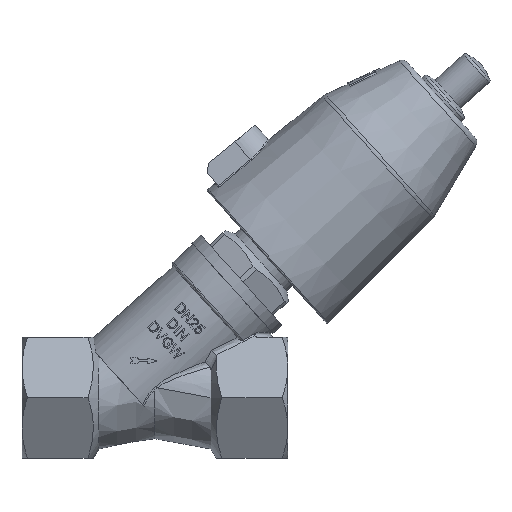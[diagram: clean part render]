
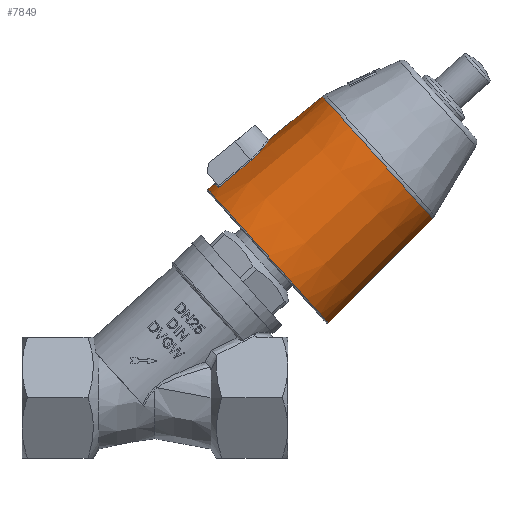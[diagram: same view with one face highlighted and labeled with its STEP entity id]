
A CAD part, top view. The second image highlights one B-rep face of the part: STEP entity #7849.
In plain terms, the highlighted conical face has half-angle 3 degrees and reference radius 29.163 mm.
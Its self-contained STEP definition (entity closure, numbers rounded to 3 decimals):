
#118=CONICAL_SURFACE('',#8654,29.163,0.052);
#307=CIRCLE('',#8650,30.472);
#308=CIRCLE('',#8651,30.472);
#309=CIRCLE('',#8652,30.472);
#311=CIRCLE('',#8655,30.318);
#312=CIRCLE('',#8656,27.86);
#313=CIRCLE('',#8657,27.86);
#314=CIRCLE('',#8658,27.86);
#315=CIRCLE('',#8659,30.318);
#750=B_SPLINE_CURVE_WITH_KNOTS('',3,(#17279,#17280,#17281,#17282),
 .UNSPECIFIED.,.F.,.F.,(4,4),(-1.856,-0.398),
 .UNSPECIFIED.);
#751=B_SPLINE_CURVE_WITH_KNOTS('',3,(#17284,#17285,#17286,#17287,#17288,
#17289,#17290),.UNSPECIFIED.,.F.,.F.,(4,1,1,1,4),(-1.517,-1.3,
-0.65,-0.433,0.),.UNSPECIFIED.);
#752=B_SPLINE_CURVE_WITH_KNOTS('',3,(#17299,#17300,#17301,#17302,#17303,
#17304,#17305),.UNSPECIFIED.,.F.,.F.,(4,1,1,1,4),(-3.034,-2.601,
-2.167,-1.734,-1.517),.UNSPECIFIED.);
#753=B_SPLINE_CURVE_WITH_KNOTS('',3,(#17307,#17308,#17309,#17310),
 .UNSPECIFIED.,.F.,.F.,(4,4),(-0.399,-0.391),
 .UNSPECIFIED.);
#1202=LINE('',#17275,#1626);
#1203=LINE('',#17292,#1627);
#1626=VECTOR('',#10362,29.163);
#1627=VECTOR('',#10365,29.163);
#2272=FACE_OUTER_BOUND('',#2734,.T.);
#2734=EDGE_LOOP('',(#6824,#6825,#6826,#6827,#6828,#6829,#6830,#6831,#6832,
#6833,#6834,#6835,#6836,#6837,#6838,#6839));
#3629=VERTEX_POINT('',#17265);
#3630=VERTEX_POINT('',#17267);
#3631=VERTEX_POINT('',#17269);
#3632=VERTEX_POINT('',#17274);
#3633=VERTEX_POINT('',#17276);
#3634=VERTEX_POINT('',#17278);
#3635=VERTEX_POINT('',#17283);
#3636=VERTEX_POINT('',#17291);
#3637=VERTEX_POINT('',#17293);
#3638=VERTEX_POINT('',#17295);
#3639=VERTEX_POINT('',#17298);
#3640=VERTEX_POINT('',#17306);
#4740=EDGE_CURVE('',#3629,#3630,#307,.T.);
#4741=EDGE_CURVE('',#3630,#3631,#308,.T.);
#4742=EDGE_CURVE('',#3631,#3629,#309,.T.);
#4744=EDGE_CURVE('',#3630,#3632,#1202,.T.);
#4745=EDGE_CURVE('',#3633,#3632,#311,.T.);
#4746=EDGE_CURVE('',#3634,#3633,#750,.T.);
#4747=EDGE_CURVE('',#3635,#3634,#751,.T.);
#4748=EDGE_CURVE('',#3635,#3636,#1203,.T.);
#4749=EDGE_CURVE('',#3637,#3636,#312,.T.);
#4750=EDGE_CURVE('',#3638,#3637,#313,.T.);
#4751=EDGE_CURVE('',#3636,#3638,#314,.T.);
#4752=EDGE_CURVE('',#3639,#3635,#752,.T.);
#4753=EDGE_CURVE('',#3640,#3639,#753,.T.);
#4754=EDGE_CURVE('',#3632,#3640,#315,.T.);
#6824=ORIENTED_EDGE('',*,*,#4742,.F.);
#6825=ORIENTED_EDGE('',*,*,#4741,.F.);
#6826=ORIENTED_EDGE('',*,*,#4744,.T.);
#6827=ORIENTED_EDGE('',*,*,#4745,.F.);
#6828=ORIENTED_EDGE('',*,*,#4746,.F.);
#6829=ORIENTED_EDGE('',*,*,#4747,.F.);
#6830=ORIENTED_EDGE('',*,*,#4748,.T.);
#6831=ORIENTED_EDGE('',*,*,#4749,.F.);
#6832=ORIENTED_EDGE('',*,*,#4750,.F.);
#6833=ORIENTED_EDGE('',*,*,#4751,.F.);
#6834=ORIENTED_EDGE('',*,*,#4748,.F.);
#6835=ORIENTED_EDGE('',*,*,#4752,.F.);
#6836=ORIENTED_EDGE('',*,*,#4753,.F.);
#6837=ORIENTED_EDGE('',*,*,#4754,.F.);
#6838=ORIENTED_EDGE('',*,*,#4744,.F.);
#6839=ORIENTED_EDGE('',*,*,#4740,.F.);
#7849=ADVANCED_FACE('',(#2272),#118,.T.);
#8650=AXIS2_PLACEMENT_3D('',#17268,#10352,#10353);
#8651=AXIS2_PLACEMENT_3D('',#17270,#10354,#10355);
#8652=AXIS2_PLACEMENT_3D('',#17271,#10356,#10357);
#8654=AXIS2_PLACEMENT_3D('',#17273,#10360,#10361);
#8655=AXIS2_PLACEMENT_3D('',#17277,#10363,#10364);
#8656=AXIS2_PLACEMENT_3D('',#17294,#10366,#10367);
#8657=AXIS2_PLACEMENT_3D('',#17296,#10368,#10369);
#8658=AXIS2_PLACEMENT_3D('',#17297,#10370,#10371);
#8659=AXIS2_PLACEMENT_3D('',#17311,#10372,#10373);
#10352=DIRECTION('center_axis',(0.,-1.,0.));
#10353=DIRECTION('ref_axis',(-1.,0.,0.));
#10354=DIRECTION('center_axis',(0.,-1.,0.));
#10355=DIRECTION('ref_axis',(-1.,0.,0.));
#10356=DIRECTION('center_axis',(0.,-1.,0.));
#10357=DIRECTION('ref_axis',(-1.,0.,0.));
#10360=DIRECTION('center_axis',(0.,-1.,0.));
#10361=DIRECTION('ref_axis',(1.,0.,0.));
#10362=DIRECTION('',(0.052,0.999,0.));
#10363=DIRECTION('center_axis',(0.,1.,0.));
#10364=DIRECTION('ref_axis',(-1.,0.,0.));
#10365=DIRECTION('',(0.052,0.999,0.));
#10366=DIRECTION('center_axis',(0.,1.,0.));
#10367=DIRECTION('ref_axis',(-1.,0.,0.));
#10368=DIRECTION('center_axis',(0.,1.,0.));
#10369=DIRECTION('ref_axis',(-1.,0.,0.));
#10370=DIRECTION('center_axis',(0.,1.,0.));
#10371=DIRECTION('ref_axis',(-1.,0.,0.));
#10372=DIRECTION('center_axis',(0.,1.,0.));
#10373=DIRECTION('ref_axis',(-1.,0.,0.));
#17265=CARTESIAN_POINT('',(0.,-6.288,30.472));
#17267=CARTESIAN_POINT('',(-30.472,-6.288,0.));
#17268=CARTESIAN_POINT('Origin',(0.,-6.288,0.));
#17269=CARTESIAN_POINT('',(30.472,-6.288,0.));
#17270=CARTESIAN_POINT('Origin',(0.,-6.288,0.));
#17271=CARTESIAN_POINT('Origin',(0.,-6.288,0.));
#17273=CARTESIAN_POINT('Origin',(0.,18.691,0.));
#17274=CARTESIAN_POINT('',(-30.318,-3.341,0.));
#17275=CARTESIAN_POINT('',(-29.163,18.691,0.));
#17276=CARTESIAN_POINT('',(-28.403,-3.341,-10.603));
#17277=CARTESIAN_POINT('Origin',(0.,-3.341,0.));
#17278=CARTESIAN_POINT('',(-27.877,11.204,-9.819));
#17279=CARTESIAN_POINT('Ctrl Pts',(-27.877,11.204,-9.819));
#17280=CARTESIAN_POINT('Ctrl Pts',(-28.054,6.356,-10.081));
#17281=CARTESIAN_POINT('Ctrl Pts',(-28.23,1.507,-10.342));
#17282=CARTESIAN_POINT('Ctrl Pts',(-28.403,-3.341,-10.603));
#17283=CARTESIAN_POINT('',(-29.06,20.659,0.));
#17284=CARTESIAN_POINT('Ctrl Pts',(-29.06,20.659,0.));
#17285=CARTESIAN_POINT('Ctrl Pts',(-29.06,20.659,-0.713));
#17286=CARTESIAN_POINT('Ctrl Pts',(-28.977,20.347,-3.561));
#17287=CARTESIAN_POINT('Ctrl Pts',(-28.439,18.4,-6.746));
#17288=CARTESIAN_POINT('Ctrl Pts',(-27.918,14.782,-9.152));
#17289=CARTESIAN_POINT('Ctrl Pts',(-27.824,12.645,-9.742));
#17290=CARTESIAN_POINT('Ctrl Pts',(-27.877,11.204,-9.819));
#17291=CARTESIAN_POINT('',(-27.86,43.562,0.));
#17292=CARTESIAN_POINT('',(-29.163,18.691,0.));
#17293=CARTESIAN_POINT('',(27.86,43.562,0.));
#17294=CARTESIAN_POINT('Origin',(0.,43.562,0.));
#17295=CARTESIAN_POINT('',(0.,43.562,27.86));
#17296=CARTESIAN_POINT('Origin',(0.,43.562,0.));
#17297=CARTESIAN_POINT('Origin',(0.,43.562,0.));
#17298=CARTESIAN_POINT('',(-27.877,11.204,9.819));
#17299=CARTESIAN_POINT('Ctrl Pts',(-27.877,11.204,9.819));
#17300=CARTESIAN_POINT('Ctrl Pts',(-27.824,12.645,9.742));
#17301=CARTESIAN_POINT('Ctrl Pts',(-27.953,15.503,8.955));
#17302=CARTESIAN_POINT('Ctrl Pts',(-28.572,18.863,6.149));
#17303=CARTESIAN_POINT('Ctrl Pts',(-28.995,20.424,2.848));
#17304=CARTESIAN_POINT('Ctrl Pts',(-29.06,20.658,0.711));
#17305=CARTESIAN_POINT('Ctrl Pts',(-29.06,20.659,0.));
#17306=CARTESIAN_POINT('',(-28.403,-3.341,10.603));
#17307=CARTESIAN_POINT('Ctrl Pts',(-28.403,-3.341,
10.603));
#17308=CARTESIAN_POINT('Ctrl Pts',(-28.228,1.552,10.34));
#17309=CARTESIAN_POINT('Ctrl Pts',(-28.053,6.4,10.078));
#17310=CARTESIAN_POINT('Ctrl Pts',(-27.877,11.204,9.819));
#17311=CARTESIAN_POINT('Origin',(0.,-3.341,0.));
